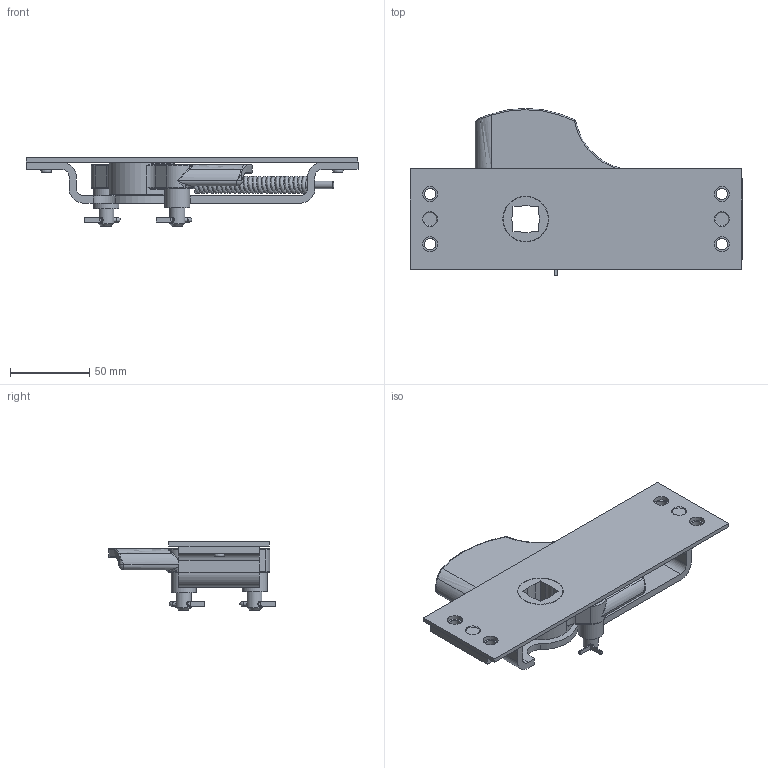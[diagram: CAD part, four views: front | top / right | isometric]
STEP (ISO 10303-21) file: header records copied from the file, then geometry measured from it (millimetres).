
FILE_DESCRIPTION((''),'2;1');
FILE_NAME('5624-50U.stp','2012-09-13T09:29:02',('fredp'),(''),'Autodesk Inventor 2012','Autodesk Inventor 2012','');
FILE_SCHEMA(('AUTOMOTIVE_DESIGN { 1 0 10303 214 1 1 1 1 }'));
Length unit declared in the file: inch
Products named in the file (1): 5624-50U
Bounding box: 209.55 x 105.39 x 43.13 mm (x, y, z)
Surface area: 88752 mm2 (no closed solid volume)
Topology: 0 solids, 13 shells, 726 faces, 1855 edges, 1172 vertices
Faces by surface type: plane 379, bspline 182, cylinder 105, torus 48, sphere 6, cone 6
Full cylindrical faces by diameter (mm): 3.581 x2, 4.699 x2, 4.737 x2, 4.953 x2, 5.004 x2, 6.35 x1, 7.137 x4, 7.493 x2, 7.671 x2, 9.525 x5, 9.652 x4, 9.931 x1, 11.125 x1, 12.7 x2, 15.875 x2, 28.448 x2, 28.829 x2, 41.275 x1
Entity records: 28191 total; most frequent: CARTESIAN_POINT 11197, ORIENTED_EDGE 3510, DIRECTION 2812, EDGE_CURVE 1755, VERTEX_POINT 1164, VECTOR 1080, LINE 1080, EDGE_LOOP 881
